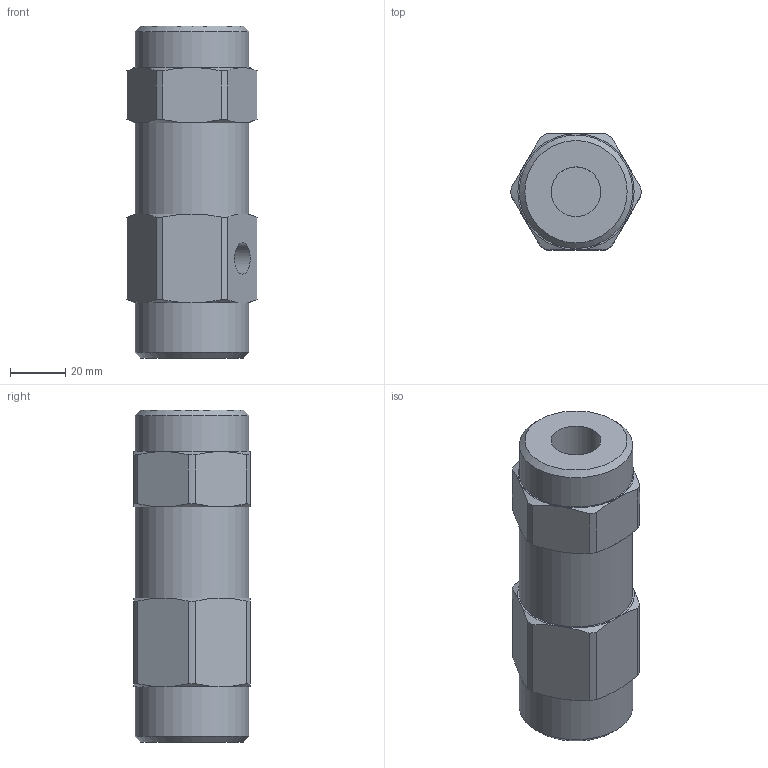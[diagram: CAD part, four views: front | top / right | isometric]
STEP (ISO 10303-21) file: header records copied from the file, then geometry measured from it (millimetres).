
FILE_DESCRIPTION(/* description */ ('Unknown'),/* implementation_level */ '2;1');
FILE_NAME(/* name */ 'V0203',/* time_stamp */ '2018-01-18T15:06:59+01:00',/* author */ ('Unknown'),/* organization */ ('Unknown'),/* preprocessor_version */ 'ST-DEVELOPER v16',/* originating_system */ 'DEX',/* authorisation */ $);
FILE_SCHEMA (('AUTOMOTIVE_DESIGN {1 0 10303 214 3 1 1}'));
Length unit declared in the file: millimetre
Products named in the file (1): V0203
Bounding box: 46.99 x 42 x 120 mm (x, y, z)
Volume: 153234.7 mm3; surface area: 22813.4 mm2
Topology: 1 solids, 1 shells, 65 faces, 167 edges, 111 vertices
Faces by surface type: cone 26, plane 20, cylinder 19
Full cylindrical faces by diameter (mm): 11.445 x1, 14.95 x1, 18 x1, 41 x3
Entity records: 2611 total; most frequent: CARTESIAN_POINT 667, ORIENTED_EDGE 316, DIRECTION 302, EDGE_CURVE 158, AXIS2_PLACEMENT_3D 127, VERTEX_POINT 110, EDGE_LOOP 80, FACE_BOUND 80
